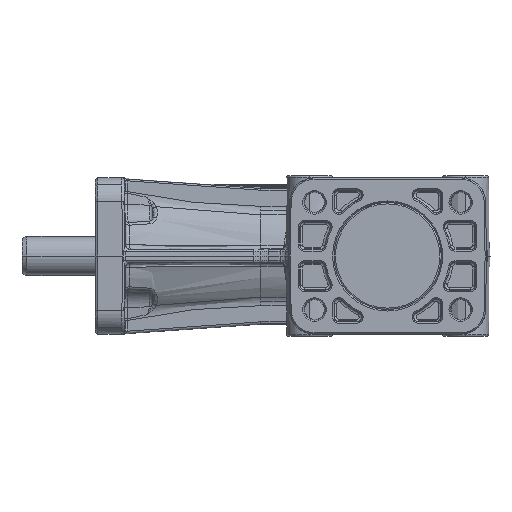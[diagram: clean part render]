
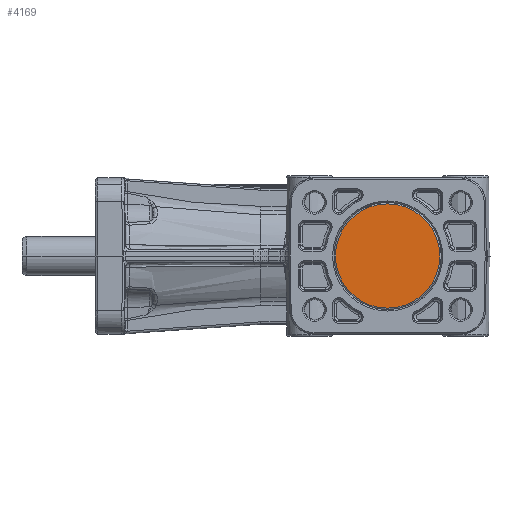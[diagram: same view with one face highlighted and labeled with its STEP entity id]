
A CAD part, left-side view. The second image highlights one B-rep face of the part: STEP entity #4169.
In plain terms, the highlighted planar face has unit normal (-1, 0, 0).
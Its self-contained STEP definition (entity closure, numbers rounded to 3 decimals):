
#4169=ADVANCED_FACE('',(#10661),#10662,.T.);
#10661=FACE_OUTER_BOUND('',#20269,.T.);
#10662=PLANE('',#20270);
#20269=EDGE_LOOP('',(#62537,#62538,#62539));
#20270=AXIS2_PLACEMENT_3D('',#62540,#62541,#62542);
#62537=ORIENTED_EDGE('',*,*,#83075,.F.);
#62538=ORIENTED_EDGE('',*,*,#83074,.F.);
#62539=ORIENTED_EDGE('',*,*,#83206,.F.);
#62540=CARTESIAN_POINT('',(-31.5,5.35,0.0));
#62541=DIRECTION('',(-1.0,0.0,0.0));
#62542=DIRECTION('',(0.0,0.0,1.0));
#83074=EDGE_CURVE('',#94971,#94973,#94974,.T.);
#83075=EDGE_CURVE('',#94973,#94975,#94976,.T.);
#83206=EDGE_CURVE('',#94975,#94971,#95174,.T.);
#94971=VERTEX_POINT('',#111975);
#94973=VERTEX_POINT('',#111977);
#94974=CIRCLE('',#111978,10.7);
#94975=VERTEX_POINT('',#111979);
#94976=CIRCLE('',#111980,10.7);
#95174=CIRCLE('',#112406,10.7);
#111975=CARTESIAN_POINT('',(-31.5,0.,-10.7));
#111977=CARTESIAN_POINT('',(-31.5,10.7,0.0));
#111978=AXIS2_PLACEMENT_3D('',#136453,#136454,#136455);
#111979=CARTESIAN_POINT('',(-31.5,0.,10.7));
#111980=AXIS2_PLACEMENT_3D('',#136456,#136457,#136458);
#112406=AXIS2_PLACEMENT_3D('',#136584,#136585,#136586);
#136453=CARTESIAN_POINT('',(-31.5,0.0,0.0));
#136454=DIRECTION('',(1.0,0.0,0.0));
#136455=DIRECTION('',(0.0,1.0,0.0));
#136456=CARTESIAN_POINT('',(-31.5,0.0,0.0));
#136457=DIRECTION('',(1.0,0.0,0.0));
#136458=DIRECTION('',(0.0,1.0,0.0));
#136584=CARTESIAN_POINT('',(-31.5,0.0,0.0));
#136585=DIRECTION('',(1.0,0.0,0.0));
#136586=DIRECTION('',(0.0,1.0,0.0));
